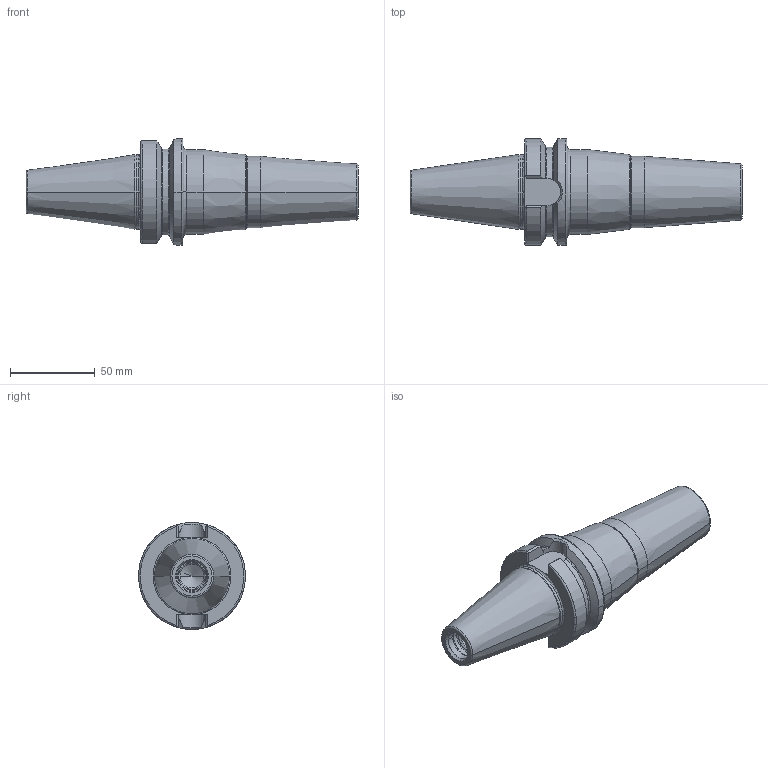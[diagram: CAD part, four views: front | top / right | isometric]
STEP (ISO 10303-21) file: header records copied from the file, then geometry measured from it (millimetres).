
FILE_DESCRIPTION((''),'2;1');
FILE_NAME('40-644-18-3','2011-08-22T',('mei'),(''),'PRO/ENGINEER BY PARAMETRIC TECHNOLOGY CORPORATION, 2010430','PRO/ENGINEER BY PARAMETRIC TECHNOLOGY CORPORATION, 2010430','');
FILE_SCHEMA(('CONFIG_CONTROL_DESIGN'));
Length unit declared in the file: millimetre
Products named in the file (1): 40-644-18-3
Bounding box: 195.4 x 62.98 x 62.98 mm (x, y, z)
Volume: 256221.5 mm3; surface area: 36965.4 mm2
Topology: 1 solids, 2 shells, 106 faces, 250 edges, 147 vertices
Faces by surface type: torus 28, plane 26, cylinder 24, cone 22, bspline 6
Entity records: 3471 total; most frequent: CARTESIAN_POINT 1019, DIRECTION 530, ORIENTED_EDGE 488, EDGE_CURVE 246, AXIS2_PLACEMENT_3D 221, VERTEX_POINT 147, CIRCLE 120, EDGE_LOOP 111
